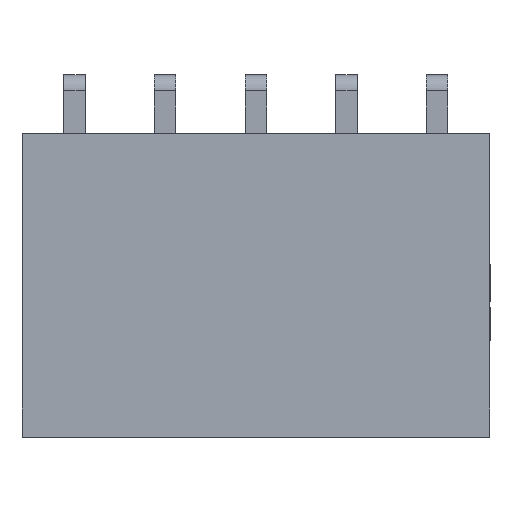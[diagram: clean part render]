
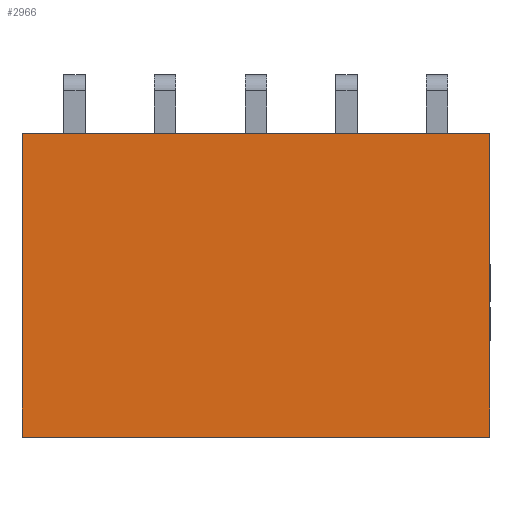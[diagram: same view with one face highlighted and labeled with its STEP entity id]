
A CAD part, top view. The second image highlights one B-rep face of the part: STEP entity #2966.
In plain terms, the highlighted planar face has unit normal (0, 0, 1).
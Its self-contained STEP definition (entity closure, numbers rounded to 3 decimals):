
#347 = VERTEX_POINT ( 'NONE', #11338 ) ;
#772 = EDGE_CURVE ( 'NONE', #15924, #347, #7385, .T. ) ;
#810 = PLANE ( 'NONE',  #11083 ) ;
#1924 = LINE ( 'NONE', #7555, #7080 ) ;
#2966 = ADVANCED_FACE ( 'NONE', ( #23438 ), #810, .T. ) ;
#4186 = EDGE_CURVE ( 'NONE', #7391, #14757, #1924, .T. ) ;
#4709 = VECTOR ( 'NONE', #17624, 1000. ) ;
#5015 = CARTESIAN_POINT ( 'NONE',  ( -6.55, 3.425, 2.5 ) ) ;
#5219 = ORIENTED_EDGE ( 'NONE', *, *, #8342, .T. ) ;
#6062 = VECTOR ( 'NONE', #12887, 1000. ) ;
#7080 = VECTOR ( 'NONE', #15177, 1000. ) ;
#7385 = LINE ( 'NONE', #22647, #6062 ) ;
#7391 = VERTEX_POINT ( 'NONE', #12119 ) ;
#7555 = CARTESIAN_POINT ( 'NONE',  ( -6.55, 3.425, 2.5 ) ) ;
#7957 = EDGE_CURVE ( 'NONE', #347, #7391, #12392, .T. ) ;
#8342 = EDGE_CURVE ( 'NONE', #14757, #15924, #22089, .T. ) ;
#8532 = DIRECTION ( 'NONE',  ( 1., 0., 0. ) ) ;
#11083 = AXIS2_PLACEMENT_3D ( 'NONE', #11687, #15906, #8532 ) ;
#11338 = CARTESIAN_POINT ( 'NONE',  ( 6.55, -5.075, 2.5 ) ) ;
#11687 = CARTESIAN_POINT ( 'NONE',  ( 0., -0.825, 2.5 ) ) ;
#12119 = CARTESIAN_POINT ( 'NONE',  ( 6.55, 3.425, 2.5 ) ) ;
#12392 = LINE ( 'NONE', #23662, #4709 ) ;
#12592 = DIRECTION ( 'NONE',  ( 0., -1., 0. ) ) ;
#12887 = DIRECTION ( 'NONE',  ( 1., 0., 0. ) ) ;
#13253 = CARTESIAN_POINT ( 'NONE',  ( -6.55, 3.425, 2.5 ) ) ;
#13807 = ORIENTED_EDGE ( 'NONE', *, *, #4186, .T. ) ;
#14334 = ORIENTED_EDGE ( 'NONE', *, *, #772, .T. ) ;
#14757 = VERTEX_POINT ( 'NONE', #13253 ) ;
#15177 = DIRECTION ( 'NONE',  ( -1., 0., 0. ) ) ;
#15906 = DIRECTION ( 'NONE',  ( 0., 0., 1. ) ) ;
#15924 = VERTEX_POINT ( 'NONE', #23338 ) ;
#17624 = DIRECTION ( 'NONE',  ( 0., 1., 0. ) ) ;
#21394 = ORIENTED_EDGE ( 'NONE', *, *, #7957, .T. ) ;
#21715 = EDGE_LOOP ( 'NONE', ( #21394, #13807, #5219, #14334 ) ) ;
#22089 = LINE ( 'NONE', #5015, #23654 ) ;
#22647 = CARTESIAN_POINT ( 'NONE',  ( -6.55, -5.075, 2.5 ) ) ;
#23338 = CARTESIAN_POINT ( 'NONE',  ( -6.55, -5.075, 2.5 ) ) ;
#23438 = FACE_OUTER_BOUND ( 'NONE', #21715, .T. ) ;
#23654 = VECTOR ( 'NONE', #12592, 1000. ) ;
#23662 = CARTESIAN_POINT ( 'NONE',  ( 6.55, 3.425, 2.5 ) ) ;
